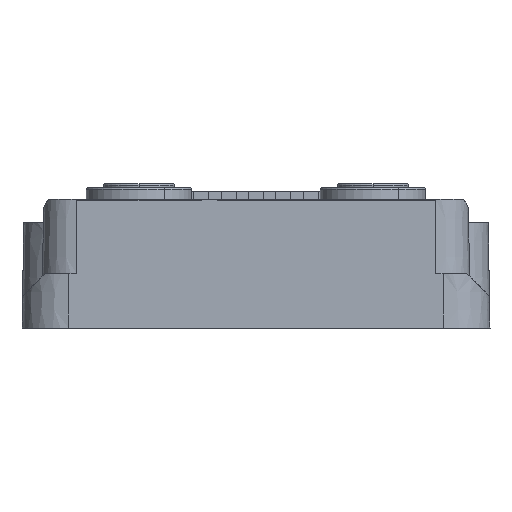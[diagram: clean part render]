
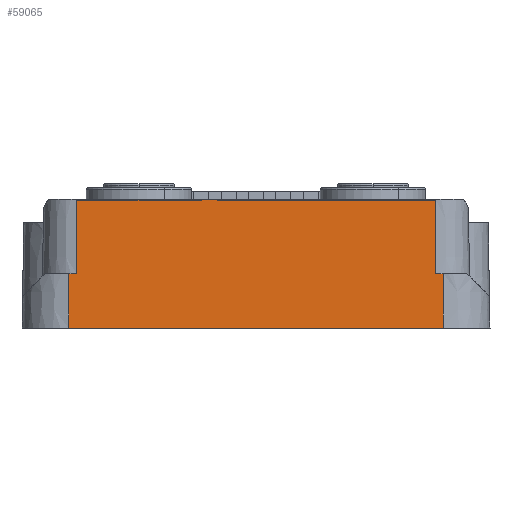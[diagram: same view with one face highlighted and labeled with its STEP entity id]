
A CAD part, front view. The second image highlights one B-rep face of the part: STEP entity #59065.
In plain terms, the highlighted planar face has unit normal (0, -1, 0.018).
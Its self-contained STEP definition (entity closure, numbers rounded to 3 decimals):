
#59004=AXIS2_PLACEMENT_3D('Plane Axis2P3D',#59001,#59002,#59003) ;
#58474=CARTESIAN_POINT('Line Origine',(30.,0.,0.)) ;
#58478=CARTESIAN_POINT('Vertex',(53.,0.,0.)) ;
#58480=CARTESIAN_POINT('Vertex',(7.,0.,0.)) ;
#58483=CARTESIAN_POINT('Line Origine',(6.5,0.,0.)) ;
#58487=CARTESIAN_POINT('Vertex',(6.,0.,0.)) ;
#58564=CARTESIAN_POINT('Vertex',(54.,0.,0.)) ;
#58567=CARTESIAN_POINT('Line Origine',(53.5,0.,0.)) ;
#59001=CARTESIAN_POINT('Axis2P3D Location',(60.,0.,0.)) ;
#59006=CARTESIAN_POINT('Line Origine',(54.,0.061,3.5)) ;
#59010=CARTESIAN_POINT('Vertex',(54.,0.122,7.)) ;
#59013=CARTESIAN_POINT('Line Origine',(30.,0.122,7.)) ;
#59017=CARTESIAN_POINT('Vertex',(53.,0.122,7.)) ;
#59020=CARTESIAN_POINT('Line Origine',(53.,0.061,3.5)) ;
#59024=CARTESIAN_POINT('Vertex',(53.,0.288,16.5)) ;
#59027=CARTESIAN_POINT('Line Origine',(30.,0.288,16.5)) ;
#59031=CARTESIAN_POINT('Vertex',(7.,0.288,16.5)) ;
#59034=CARTESIAN_POINT('Line Origine',(7.,0.061,3.5)) ;
#59038=CARTESIAN_POINT('Vertex',(7.,0.122,7.)) ;
#59041=CARTESIAN_POINT('Line Origine',(30.,0.122,7.)) ;
#59045=CARTESIAN_POINT('Vertex',(6.,0.122,7.)) ;
#59048=CARTESIAN_POINT('Line Origine',(6.,0.061,3.5)) ;
#58475=DIRECTION('Vector Direction',(-1.,0.,0.)) ;
#58484=DIRECTION('Vector Direction',(-1.,0.,0.)) ;
#58568=DIRECTION('Vector Direction',(-1.,0.,0.)) ;
#59002=DIRECTION('Axis2P3D Direction',(0.,-1.,0.017)) ;
#59003=DIRECTION('Axis2P3D XDirection',(-1.,0.,0.)) ;
#59007=DIRECTION('Vector Direction',(0.,-0.017,-1.)) ;
#59014=DIRECTION('Vector Direction',(-1.,0.,0.)) ;
#59021=DIRECTION('Vector Direction',(0.,-0.017,-1.)) ;
#59028=DIRECTION('Vector Direction',(-1.,0.,0.)) ;
#59035=DIRECTION('Vector Direction',(0.,-0.017,-1.)) ;
#59042=DIRECTION('Vector Direction',(-1.,0.,0.)) ;
#59049=DIRECTION('Vector Direction',(0.,-0.017,-1.)) ;
#58476=VECTOR('Line Direction',#58475,1.) ;
#58485=VECTOR('Line Direction',#58484,1.) ;
#58569=VECTOR('Line Direction',#58568,1.) ;
#59008=VECTOR('Line Direction',#59007,1.) ;
#59015=VECTOR('Line Direction',#59014,1.) ;
#59022=VECTOR('Line Direction',#59021,1.) ;
#59029=VECTOR('Line Direction',#59028,1.) ;
#59036=VECTOR('Line Direction',#59035,1.) ;
#59043=VECTOR('Line Direction',#59042,1.) ;
#59050=VECTOR('Line Direction',#59049,1.) ;
#59054=ORIENTED_EDGE('',*,*,#58571,.F.) ;
#59055=ORIENTED_EDGE('',*,*,#59012,.T.) ;
#59056=ORIENTED_EDGE('',*,*,#59019,.F.) ;
#59057=ORIENTED_EDGE('',*,*,#59026,.T.) ;
#59058=ORIENTED_EDGE('',*,*,#59033,.F.) ;
#59059=ORIENTED_EDGE('',*,*,#59040,.F.) ;
#59060=ORIENTED_EDGE('',*,*,#59047,.F.) ;
#59061=ORIENTED_EDGE('',*,*,#59052,.F.) ;
#59062=ORIENTED_EDGE('',*,*,#58489,.F.) ;
#59063=ORIENTED_EDGE('',*,*,#58482,.F.) ;
#59065=ADVANCED_FACE('329086.1\\Gehaeuse\\Gehaeuse',(#59064),#59005,.T.) ;
#58482=EDGE_CURVE('',#58479,#58481,#58477,.T.) ;
#58489=EDGE_CURVE('',#58481,#58488,#58486,.T.) ;
#58571=EDGE_CURVE('',#58565,#58479,#58570,.T.) ;
#59012=EDGE_CURVE('',#58565,#59011,#59009,.F.) ;
#59019=EDGE_CURVE('',#59018,#59011,#59016,.F.) ;
#59026=EDGE_CURVE('',#59018,#59025,#59023,.F.) ;
#59033=EDGE_CURVE('',#59032,#59025,#59030,.F.) ;
#59040=EDGE_CURVE('',#59039,#59032,#59037,.F.) ;
#59047=EDGE_CURVE('',#59046,#59039,#59044,.F.) ;
#59052=EDGE_CURVE('',#58488,#59046,#59051,.F.) ;
#59053=EDGE_LOOP('',(#59054,#59055,#59056,#59057,#59058,#59059,#59060,#59061,#59062,#59063)) ;
#59064=FACE_OUTER_BOUND('',#59053,.T.) ;
#58477=LINE('Line',#58474,#58476) ;
#58486=LINE('Line',#58483,#58485) ;
#58570=LINE('Line',#58567,#58569) ;
#59009=LINE('Line',#59006,#59008) ;
#59016=LINE('Line',#59013,#59015) ;
#59023=LINE('Line',#59020,#59022) ;
#59030=LINE('Line',#59027,#59029) ;
#59037=LINE('Line',#59034,#59036) ;
#59044=LINE('Line',#59041,#59043) ;
#59051=LINE('Line',#59048,#59050) ;
#59005=PLANE('',#59004) ;
#58479=VERTEX_POINT('',#58478) ;
#58481=VERTEX_POINT('',#58480) ;
#58488=VERTEX_POINT('',#58487) ;
#58565=VERTEX_POINT('',#58564) ;
#59011=VERTEX_POINT('',#59010) ;
#59018=VERTEX_POINT('',#59017) ;
#59025=VERTEX_POINT('',#59024) ;
#59032=VERTEX_POINT('',#59031) ;
#59039=VERTEX_POINT('',#59038) ;
#59046=VERTEX_POINT('',#59045) ;
